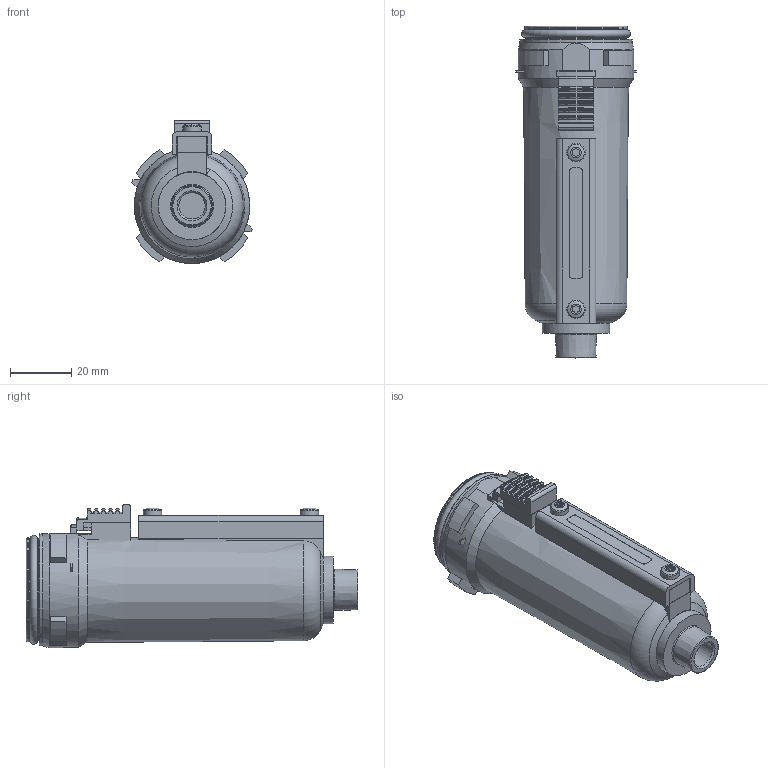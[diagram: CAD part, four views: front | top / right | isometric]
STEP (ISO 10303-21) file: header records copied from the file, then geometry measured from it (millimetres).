
FILE_DESCRIPTION(/* description */ ('STEP AP214'),/* implementation_level */ '2;1');
FILE_NAME(/* name */ '027212',/* time_stamp */ '2026-03-18T12:03:34+01:00',/* author */ ('License CC BY-ND 4.0'),/* organization */ ('CADENAS'),/* preprocessor_version */ 'ST-DEVELOPER v20',/* originating_system */ 'PARTsolutions',/* authorisation */ ' ');
FILE_SCHEMA (('AUTOMOTIVE_DESIGN {1 0 10303 214 3 1 1}'));
Length unit declared in the file: millimetre
Products named in the file (4): 027212; 027212_G; 027212_RE; 027212_DIS
Assembly tree (3 placements, depth 2):
  027212
    027212_G
    027212_RE
    027212_DIS
Bounding box: 39.18 x 108 x 46.6 mm (x, y, z)
Volume: 98428.6 mm3; surface area: 18692.6 mm2
Topology: 3 solids, 3 shells, 232 faces, 614 edges, 401 vertices
Faces by surface type: plane 121, cylinder 62, torus 36, cone 11, sphere 2
Full cylindrical faces by diameter (mm): 6 x2, 8.566 x1, 22 x1, 32.6 x2, 33.8 x1, 36.5 x1
Entity records: 7795 total; most frequent: CARTESIAN_POINT 1394, DIRECTION 1187, ORIENTED_EDGE 1162, EDGE_CURVE 581, AXIS2_PLACEMENT_3D 430, VERTEX_POINT 396, LINE 327, VECTOR 327
